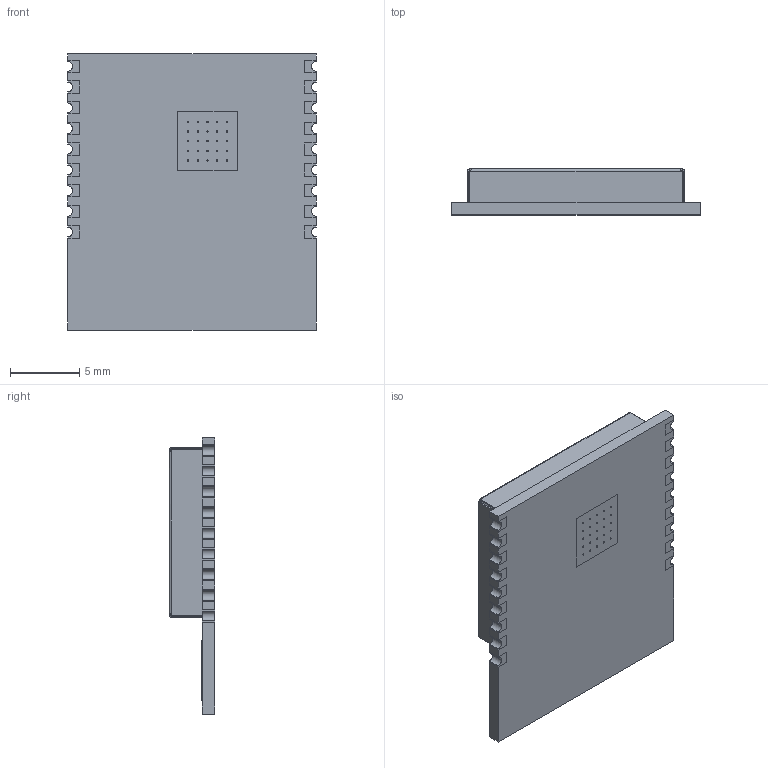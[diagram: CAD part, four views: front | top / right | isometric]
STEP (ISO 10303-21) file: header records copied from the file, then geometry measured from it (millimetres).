
FILE_DESCRIPTION (( 'STEP AP214' ), '1' );
FILE_NAME ('ESP-WROOM-02D.STEP', '2018-09-24T14:59:37', ( '' ), ( '' ), 'SwSTEP 2.0', 'SolidWorks 2017', '' );
FILE_SCHEMA (( 'AUTOMOTIVE_DESIGN' ));
Length unit declared in the file: millimetre
Products named in the file (1): ESP-WROOM-02D
Bounding box: 18 x 3.3 x 20 mm (x, y, z)
Volume: 352.8 mm3; surface area: 1561.4 mm2
Topology: 21 solids, 21 shells, 446 faces, 1174 edges, 772 vertices
Faces by surface type: plane 318, cylinder 112, bspline 16
Entity records: 15978 total; most frequent: CARTESIAN_POINT 2885, ORIENTED_EDGE 2348, DIRECTION 2088, EDGE_CURVE 1174, VECTOR 922, LINE 922, VERTEX_POINT 772, AXIS2_PLACEMENT_3D 583
